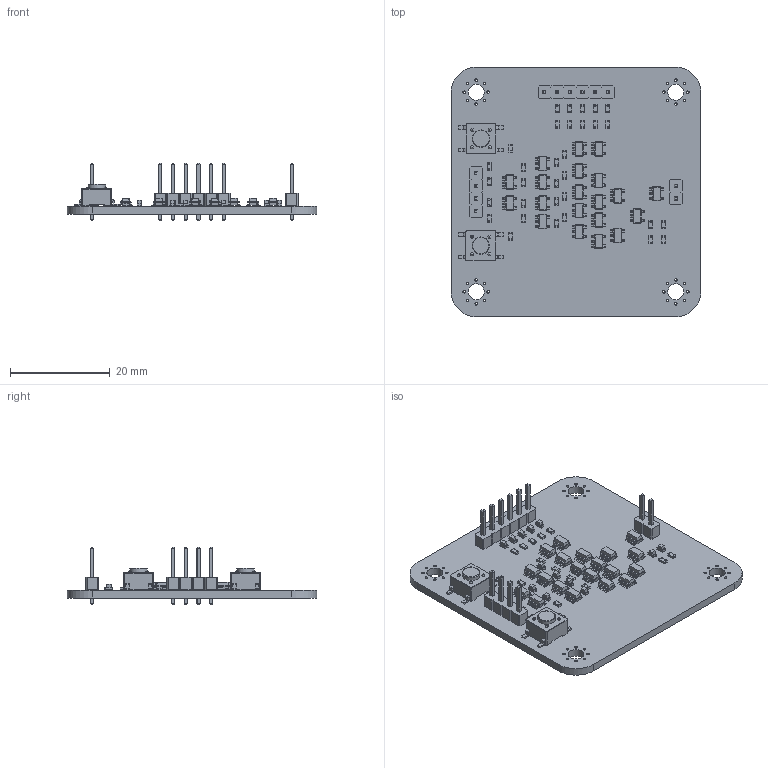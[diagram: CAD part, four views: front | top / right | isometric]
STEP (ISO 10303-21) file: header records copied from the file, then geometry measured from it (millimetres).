
FILE_DESCRIPTION(('KiCad electronic assembly'),'2;1');
FILE_NAME('LLC-003.step','2021-04-27T12:31:14',('An Author'),( 'A Company'),'Open CASCADE STEP processor 6.9', 'KiCad to STEP converter','Unknown');
FILE_SCHEMA(('AUTOMOTIVE_DESIGN { 1 0 10303 214 1 1 1 1 }'));
Length unit declared in the file: millimetre
Products named in the file (16): Open CASCADE STEP translator 6.9 1; SW_SPST_PTS645; SOLID; R_0603_1608Metric; SOT-23-5; PinHeader_1x02_P2.54mm_Vertical; PinHeader_1x06_P2.54mm_Vertical; PinHeader_1x04_P2.54mm_Vertical; LED_0603_1608Metric; COMPOUND
Assembly tree (65 placements, depth 3):
  Open CASCADE STEP translator 6.9 1
    SW_SPST_PTS645  x2
      SOLID
    R_0603_1608Metric  x17
      SOLID
    SOT-23-5  x20
      SOLID
    PinHeader_1x02_P2.54mm_Vertical
      SOLID
    PinHeader_1x06_P2.54mm_Vertical
      SOLID
    PinHeader_1x04_P2.54mm_Vertical
      SOLID
    LED_0603_1608Metric  x15
      SOLID
    COMPOUND
Bounding box: 50 x 50 x 11.54 mm (x, y, z)
Volume: 4538.6 mm3; surface area: 7102.1 mm2
Topology: 58 solids, 58 shells, 3924 faces, 10063 edges, 6312 vertices
Faces by surface type: plane 2568, cylinder 766, bspline 580, revolution 8, cone 2
Full cylindrical faces by diameter (mm): 0.5 x32, 0.6 x8, 1 x12, 3.2 x4, 3.5 x2
Entity records: 44705 total; most frequent: CARTESIAN_POINT 7146, DIRECTION 6249, LINE 4263, VECTOR 4263, ORIENTED_EDGE 3210, PCURVE 3210, DEFINITIONAL_REPRESENTATION 3210, EDGE_CURVE 1605
